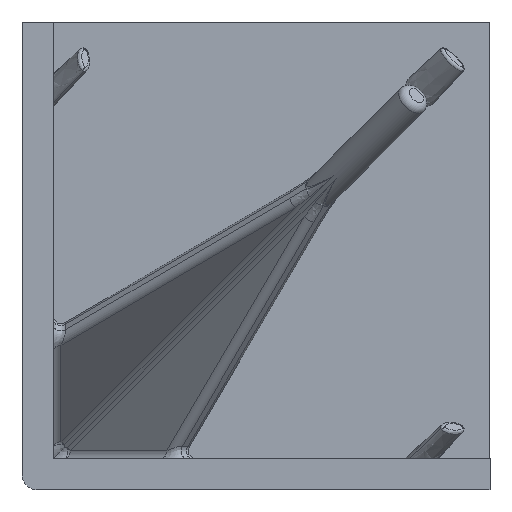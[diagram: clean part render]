
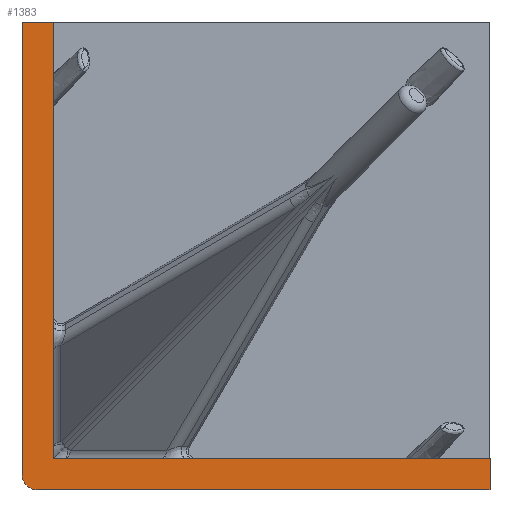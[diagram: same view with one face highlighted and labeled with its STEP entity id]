
A CAD part, left-side view. The second image highlights one B-rep face of the part: STEP entity #1383.
In plain terms, the highlighted planar face has unit normal (-1, 0, 0).
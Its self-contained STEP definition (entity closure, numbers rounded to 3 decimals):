
#21=PLANE('',#1511);
#139=CIRCLE('',#1512,1.);
#217=FACE_OUTER_BOUND('',#316,.T.);
#316=EDGE_LOOP('',(#1053,#1054,#1055,#1056,#1057,#1058,#1059));
#418=LINE('',#3588,#490);
#429=LINE('',#3732,#501);
#430=LINE('',#3757,#502);
#431=LINE('',#3759,#503);
#432=LINE('',#3763,#504);
#433=LINE('',#3764,#505);
#490=VECTOR('',#1720,28.);
#501=VECTOR('',#1743,28.);
#502=VECTOR('',#1746,2.);
#503=VECTOR('',#1747,29.);
#504=VECTOR('',#1750,29.);
#505=VECTOR('',#1751,2.);
#666=VERTEX_POINT('',#3585);
#667=VERTEX_POINT('',#3587);
#678=VERTEX_POINT('',#3730);
#679=VERTEX_POINT('',#3756);
#680=VERTEX_POINT('',#3758);
#681=VERTEX_POINT('',#3760);
#682=VERTEX_POINT('',#3762);
#802=EDGE_CURVE('',#667,#666,#418,.T.);
#823=EDGE_CURVE('',#666,#678,#429,.T.);
#825=EDGE_CURVE('',#679,#678,#430,.T.);
#826=EDGE_CURVE('',#680,#679,#431,.T.);
#827=EDGE_CURVE('',#680,#681,#139,.T.);
#828=EDGE_CURVE('',#681,#682,#432,.T.);
#829=EDGE_CURVE('',#682,#667,#433,.T.);
#1053=ORIENTED_EDGE('',*,*,#802,.T.);
#1054=ORIENTED_EDGE('',*,*,#823,.T.);
#1055=ORIENTED_EDGE('',*,*,#825,.F.);
#1056=ORIENTED_EDGE('',*,*,#826,.F.);
#1057=ORIENTED_EDGE('',*,*,#827,.T.);
#1058=ORIENTED_EDGE('',*,*,#828,.T.);
#1059=ORIENTED_EDGE('',*,*,#829,.T.);
#1383=ADVANCED_FACE('',(#217),#21,.T.);
#1511=AXIS2_PLACEMENT_3D('',#3755,#1744,#1745);
#1512=AXIS2_PLACEMENT_3D('',#3761,#1748,#1749);
#1720=DIRECTION('',(0.,1.,0.));
#1743=DIRECTION('',(0.,0.,1.));
#1744=DIRECTION('center_axis',(-1.,0.,0.));
#1745=DIRECTION('ref_axis',(0.,-1.,0.));
#1746=DIRECTION('',(0.,-1.,0.));
#1747=DIRECTION('',(0.,0.,1.));
#1748=DIRECTION('center_axis',(-1.,0.,0.));
#1749=DIRECTION('ref_axis',(0.,-1.,0.));
#1750=DIRECTION('',(0.,-1.,0.));
#1751=DIRECTION('',(0.,0.,1.));
#3585=CARTESIAN_POINT('',(0.,28.,-28.));
#3587=CARTESIAN_POINT('',(0.,0.,-28.));
#3588=CARTESIAN_POINT('',(0.,30.,-28.));
#3730=CARTESIAN_POINT('',(0.,28.,0.));
#3732=CARTESIAN_POINT('',(0.,28.,-29.));
#3755=CARTESIAN_POINT('Origin',(0.,28.,-29.));
#3756=CARTESIAN_POINT('',(0.,30.,0.));
#3757=CARTESIAN_POINT('',(0.,28.,0.));
#3758=CARTESIAN_POINT('',(0.,30.,-29.));
#3759=CARTESIAN_POINT('',(0.,30.,-29.));
#3760=CARTESIAN_POINT('',(0.,29.,-30.));
#3761=CARTESIAN_POINT('Origin',(0.,29.,-29.));
#3762=CARTESIAN_POINT('',(0.,0.,-30.));
#3763=CARTESIAN_POINT('',(0.,29.,-30.));
#3764=CARTESIAN_POINT('',(0.,0.,-30.));
